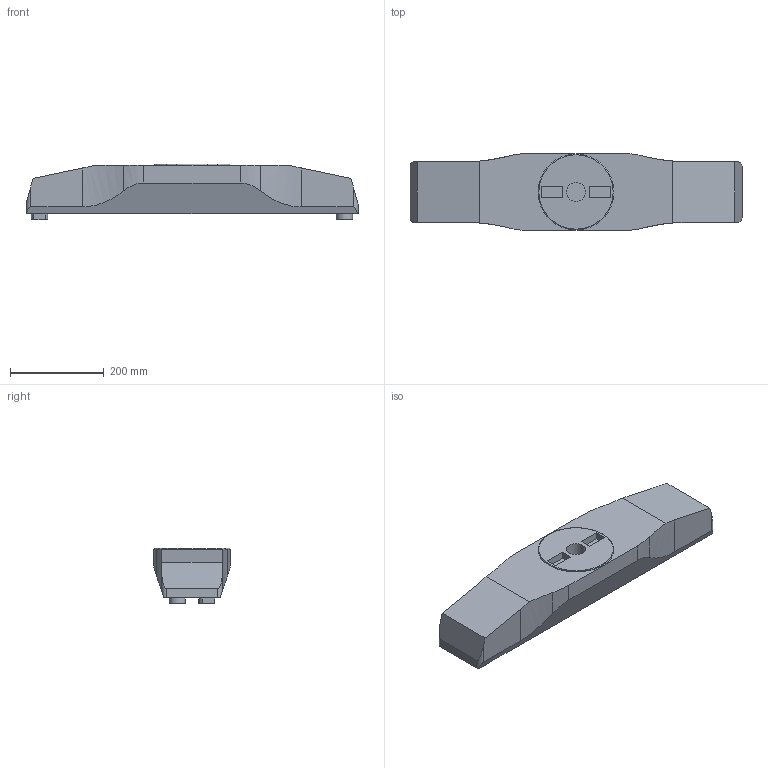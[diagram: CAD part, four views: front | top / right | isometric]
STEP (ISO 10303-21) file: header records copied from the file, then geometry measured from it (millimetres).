
FILE_DESCRIPTION(/* description */ (''),/* implementation_level */ '2;1');
FILE_NAME(/* name */ '1553003372211.stp',/* time_stamp */ '2019-03-19T14:49:48+01:00',/* author */ (''),/* organization */ ('SMS'),/* preprocessor_version */ 'ST-DEVELOPER v15',/* originating_system */ 'SIEMENS PLM Software NX 8.5',/* authorisation */ '');
FILE_SCHEMA (('AUTOMOTIVE_DESIGN { 1 0 10303 214 3 1 1 1 }'));
Length unit declared in the file: millimetre
Products named in the file (1): 111165570mod000_02
Bounding box: 710 x 164 x 118.4 mm (x, y, z)
Volume: 9570594.2 mm3; surface area: 358900.4 mm2
Topology: 1 solids, 1 shells, 57 faces, 142 edges, 99 vertices
Faces by surface type: plane 40, cylinder 16, torus 1
Full cylindrical faces by diameter (mm): 35 x2, 40 x1, 162 x1
Entity records: 1744 total; most frequent: DIRECTION 300, CARTESIAN_POINT 294, ORIENTED_EDGE 270, EDGE_CURVE 135, AXIS2_PLACEMENT_3D 103, LINE 94, VECTOR 94, VERTEX_POINT 93
